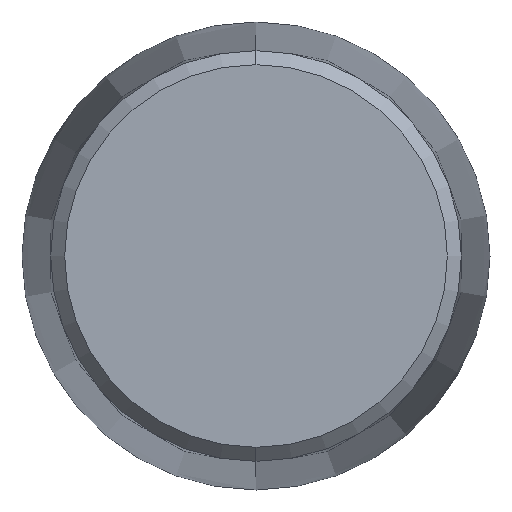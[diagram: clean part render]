
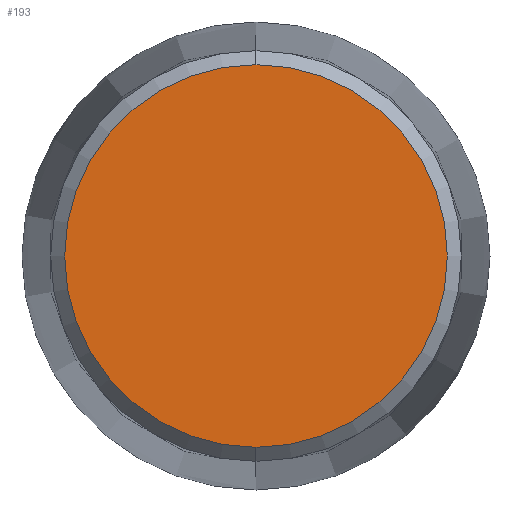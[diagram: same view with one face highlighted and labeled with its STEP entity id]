
A CAD part, left-side view. The second image highlights one B-rep face of the part: STEP entity #193.
In plain terms, the highlighted planar face has unit normal (-1, 0, 0).
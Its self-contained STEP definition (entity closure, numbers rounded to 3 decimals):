
#9 = CIRCLE ( 'NONE', #41, 1.399 ) ;
#12 = VERTEX_POINT ( 'NONE', #87 ) ;
#41 = AXIS2_PLACEMENT_3D ( 'NONE', #51, #46, #159 ) ;
#46 = DIRECTION ( 'NONE',  ( -1., 0., 0. ) ) ;
#51 = CARTESIAN_POINT ( 'NONE',  ( 0., 0., 0. ) ) ;
#69 = DIRECTION ( 'NONE',  ( -1., 0., 0. ) ) ;
#70 = VERTEX_POINT ( 'NONE', #177 ) ;
#74 = EDGE_CURVE ( 'NONE', #70, #12, #202, .T. ) ;
#87 = CARTESIAN_POINT ( 'NONE',  ( 0., 0., -1.399 ) ) ;
#88 = EDGE_CURVE ( 'NONE', #12, #70, #9, .T. ) ;
#93 = AXIS2_PLACEMENT_3D ( 'NONE', #216, #69, #143 ) ;
#112 = DIRECTION ( 'NONE',  ( 0., 0., -1. ) ) ;
#126 = DIRECTION ( 'NONE',  ( 1., 0., 0. ) ) ;
#130 = PLANE ( 'NONE',  #147 ) ;
#132 = CARTESIAN_POINT ( 'NONE',  ( 0., 0., 0. ) ) ;
#143 = DIRECTION ( 'NONE',  ( 0., 0., -1. ) ) ;
#147 = AXIS2_PLACEMENT_3D ( 'NONE', #132, #126, #112 ) ;
#159 = DIRECTION ( 'NONE',  ( 0., 0., -1. ) ) ;
#177 = CARTESIAN_POINT ( 'NONE',  ( 0., 0., 1.399 ) ) ;
#182 = ORIENTED_EDGE ( 'NONE', *, *, #88, .T. ) ;
#193 = ADVANCED_FACE ( 'NONE', ( #196 ), #130, .F. ) ;
#196 = FACE_OUTER_BOUND ( 'NONE', #220, .T. ) ;
#202 = CIRCLE ( 'NONE', #93, 1.399 ) ;
#216 = CARTESIAN_POINT ( 'NONE',  ( 0., 0., 0. ) ) ;
#220 = EDGE_LOOP ( 'NONE', ( #182, #231 ) ) ;
#231 = ORIENTED_EDGE ( 'NONE', *, *, #74, .T. ) ;
